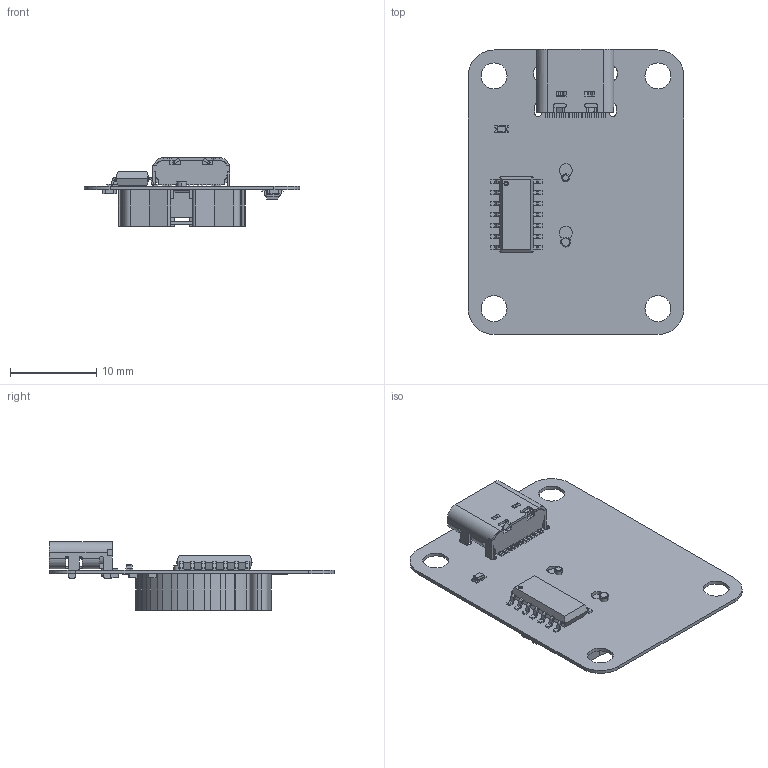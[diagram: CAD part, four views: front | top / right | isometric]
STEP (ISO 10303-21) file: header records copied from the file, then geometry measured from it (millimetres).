
FILE_DESCRIPTION(('Open CASCADE Model'),'2;1');
FILE_NAME('Open CASCADE Shape Model','2023-07-24T15:34:46',('Author'),( 'Open CASCADE'),'Open CASCADE STEP processor 7.5','Open CASCADE 7.5' ,'Unknown');
FILE_SCHEMA(('AUTOMOTIVE_DESIGN { 1 0 10303 214 1 1 1 1 }'));
Length unit declared in the file: millimetre
Products named in the file (32): PCB; Board; Open CASCADE STEP translator 7.5 1.1.1; USB1; TYPE-C-31-M-12--3DModel-STEP-56544; TYPE-C-31-M-12; R7; SW3DPS-RESISTOR 0603-DEFAULT; R6; B1; User Library-s8411-45r_asm; S841-HOLDER; S841-LOWER-CONTACT; S841-REAR-CONTACT; C1; C2; L1; User Library-LED_0603_R; User Library-LED_0603_R_Pocket002; User Library-LED_0603_R_Pad004; User Library-LED_0603_R_Fillet; User Library-LED_0603_R_Pocket001; User Library-LED_0603_R_Pad; R1; R2; R3; R4; R5; TR1; User Library-SOT95P240X110-3M[SOT23-3_TO-236AB]; U2; User Library-so14-1
Assembly tree (39 placements, depth 4):
  PCB
    Board
      Open CASCADE STEP translator 7.5 1.1.1
    USB1
      TYPE-C-31-M-12--3DModel-STEP-56544
        TYPE-C-31-M-12
    R7
      SW3DPS-RESISTOR 0603-DEFAULT
    R6
      SW3DPS-RESISTOR 0603-DEFAULT
    B1
      User Library-s8411-45r_asm
        S841-HOLDER
        S841-LOWER-CONTACT
        S841-REAR-CONTACT
    C1
      SW3DPS-RESISTOR 0603-DEFAULT
    C2
      SW3DPS-RESISTOR 0603-DEFAULT
    L1
      User Library-LED_0603_R
        User Library-LED_0603_R_Pocket002
        User Library-LED_0603_R_Pad004
        User Library-LED_0603_R_Fillet
        User Library-LED_0603_R_Pocket001
        User Library-LED_0603_R_Pad
    R1
      SW3DPS-RESISTOR 0603-DEFAULT
    R2
      SW3DPS-RESISTOR 0603-DEFAULT
    R3
      SW3DPS-RESISTOR 0603-DEFAULT
    R4
      SW3DPS-RESISTOR 0603-DEFAULT
    R5
      SW3DPS-RESISTOR 0603-DEFAULT
    TR1
      User Library-SOT95P240X110-3M[SOT23-3_TO-236AB]
    U2
      User Library-so14-1
Bounding box: 25 x 33.05 x 7.97 mm (x, y, z)
Volume: 854.2 mm3; surface area: 3418.9 mm2
Topology: 61 solids, 62 shells, 1710 faces, 4450 edges, 2900 vertices
Faces by surface type: plane 1239, cylinder 326, bspline 107, cone 30, sphere 8
Full cylindrical faces by diameter (mm): 0.75 x2, 1.5 x2, 3 x4
Entity records: 59910 total; most frequent: CARTESIAN_POINT 15633, ORIENTED_EDGE 8290, DIRECTION 7486, EDGE_CURVE 4146, LINE 3196, VECTOR 3196, VERTEX_POINT 2708, AXIS2_PLACEMENT_3D 2145
